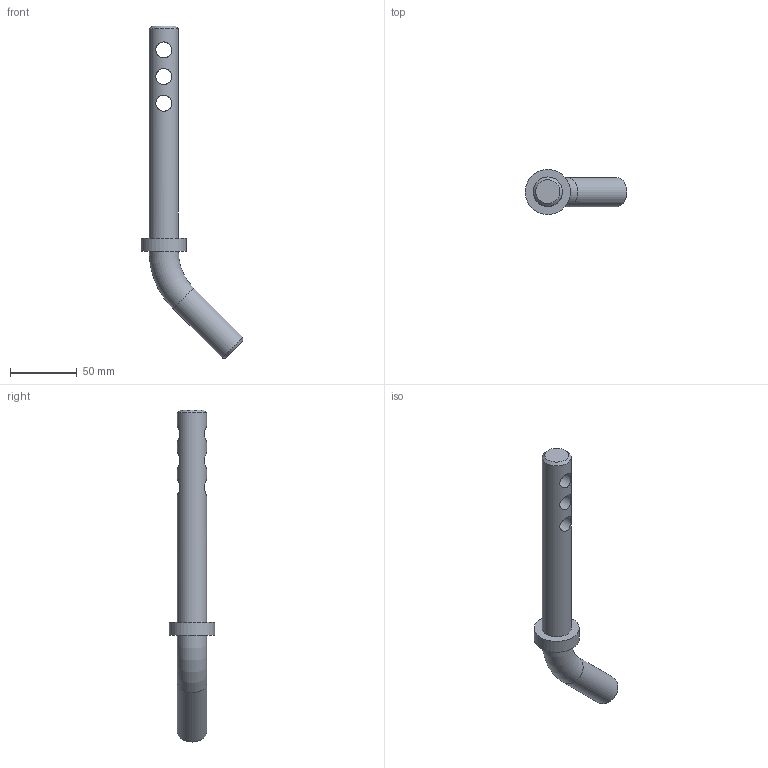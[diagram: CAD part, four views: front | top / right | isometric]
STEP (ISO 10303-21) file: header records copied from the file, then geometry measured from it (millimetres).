
FILE_DESCRIPTION(/* description */ (''),/* implementation_level */ '2;1');
FILE_NAME(/* name */ 'A09079.stp',/* time_stamp */ '2023-06-21T13:23:17+02:00',/* author */ ('msn'),/* organization */ (''),/* preprocessor_version */ 'ST-DEVELOPER v19.2',/* originating_system */ 'Autodesk Inventor 2024',/* authorisation */ '');
FILE_SCHEMA (('AUTOMOTIVE_DESIGN { 1 0 10303 214 3 1 1 }'));
Length unit declared in the file: millimetre
Products named in the file (1): A09078
Bounding box: 76.4 x 34 x 249.4 mm (x, y, z)
Volume: 97760.9 mm3; surface area: 21771.6 mm2
Topology: 1 solids, 1 shells, 13 faces, 34 edges, 28 vertices
Faces by surface type: cylinder 6, plane 4, cone 2, torus 1
Full cylindrical faces by diameter (mm): 12 x3, 22 x2, 34 x1
Entity records: 659 total; most frequent: CARTESIAN_POINT 278, ORIENTED_EDGE 64, DIRECTION 60, EDGE_CURVE 32, AXIS2_PLACEMENT_3D 26, VERTEX_POINT 23, EDGE_LOOP 21, FACE_OUTER_BOUND 13
